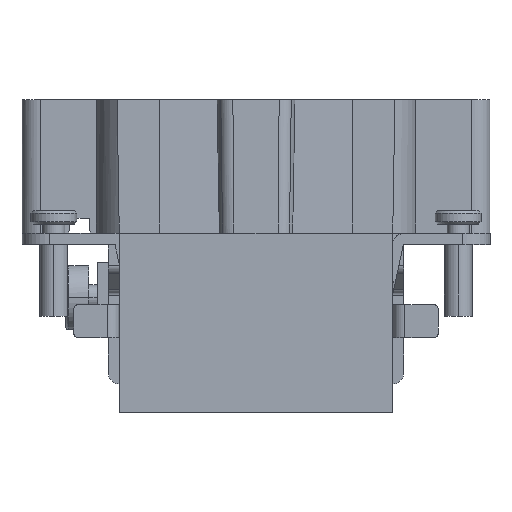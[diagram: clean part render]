
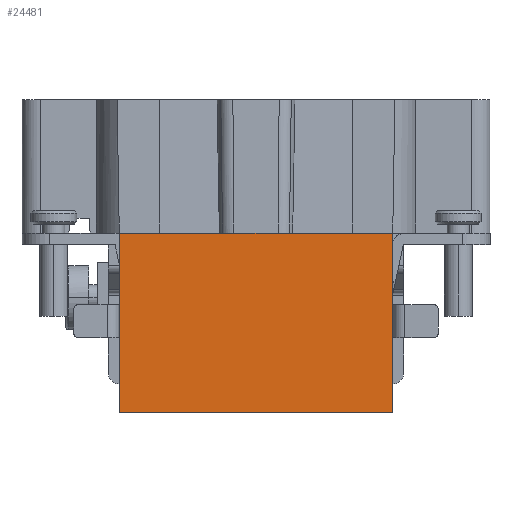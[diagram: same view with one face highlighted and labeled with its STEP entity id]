
A CAD part, left-side view. The second image highlights one B-rep face of the part: STEP entity #24481.
In plain terms, the highlighted planar face has unit normal (-1, 0, 0).
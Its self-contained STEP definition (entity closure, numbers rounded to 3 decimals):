
#30=DIRECTION('',(0.,1.,0.));
#31=VECTOR('',#30,29.7);
#32=CARTESIAN_POINT('',(-16.95,-14.85,0.));
#33=LINE('',#32,#31);
#1204=DIRECTION('',(0.,0.,1.));
#1205=VECTOR('',#1204,19.5);
#1206=CARTESIAN_POINT('',(-16.95,-14.85,-19.5));
#1207=LINE('',#1206,#1205);
#5274=DIRECTION('',(0.,-1.,0.));
#5275=VECTOR('',#5274,29.7);
#5276=CARTESIAN_POINT('',(-16.95,14.85,-19.5));
#5277=LINE('',#5276,#5275);
#5842=DIRECTION('',(0.,0.,1.));
#5843=VECTOR('',#5842,19.5);
#5844=CARTESIAN_POINT('',(-16.95,14.85,-19.5));
#5845=LINE('',#5844,#5843);
#13553=CARTESIAN_POINT('',(-16.95,-14.85,0.));
#13554=VERTEX_POINT('',#13553);
#13555=CARTESIAN_POINT('',(-16.95,14.85,0.));
#13556=VERTEX_POINT('',#13555);
#16027=CARTESIAN_POINT('',(-16.95,14.85,-19.5));
#16029=VERTEX_POINT('',#16027);
#16032=CARTESIAN_POINT('',(-16.95,-14.85,-19.5));
#16034=VERTEX_POINT('',#16032);
#24470=CARTESIAN_POINT('',(-16.95,13.86,0.));
#24471=DIRECTION('',(1.,0.,0.));
#24472=DIRECTION('',(0.,-1.,0.));
#24473=AXIS2_PLACEMENT_3D('',#24470,#24471,#24472);
#24474=PLANE('',#24473);
#24475=ORIENTED_EDGE('',*,*,#16920,.F.);
#24476=ORIENTED_EDGE('',*,*,#18432,.F.);
#24477=ORIENTED_EDGE('',*,*,#24050,.F.);
#24478=ORIENTED_EDGE('',*,*,#18026,.T.);
#24479=EDGE_LOOP('',(#24475,#24476,#24477,#24478));
#24480=FACE_OUTER_BOUND('',#24479,.F.);
#24481=ADVANCED_FACE('',(#24480),#24474,.F.);
#16920=EDGE_CURVE('',#13554,#13556,#33,.T.);
#18026=EDGE_CURVE('',#16029,#13556,#5845,.T.);
#18432=EDGE_CURVE('',#16034,#13554,#1207,.T.);
#24050=EDGE_CURVE('',#16029,#16034,#5277,.T.);
